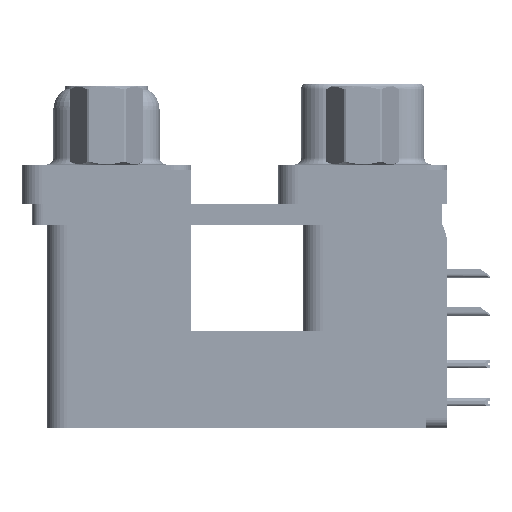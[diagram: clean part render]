
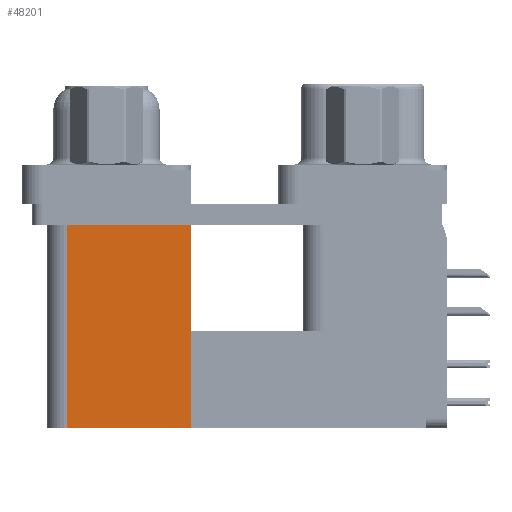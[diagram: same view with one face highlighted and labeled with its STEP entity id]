
A CAD part, left-side view. The second image highlights one B-rep face of the part: STEP entity #48201.
In plain terms, the highlighted planar face has unit normal (-1, 0, 0).
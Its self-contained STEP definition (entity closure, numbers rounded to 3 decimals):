
#3 = VERTEX_POINT ( 'NONE', #24256 ) ;
#2801 = VECTOR ( 'NONE', #63528, 1000. ) ;
#6298 = ORIENTED_EDGE ( 'NONE', *, *, #11396, .T. ) ;
#7763 = CARTESIAN_POINT ( 'NONE',  ( 3.79, 12.775, -19.2 ) ) ;
#11396 = EDGE_CURVE ( 'NONE', #13017, #41789, #14358, .T. ) ;
#13017 = VERTEX_POINT ( 'NONE', #25447 ) ;
#13093 = DIRECTION ( 'NONE',  ( 0., 1., 0. ) ) ;
#14358 = LINE ( 'NONE', #7763, #43631 ) ;
#19147 = LINE ( 'NONE', #30129, #2801 ) ;
#24256 = CARTESIAN_POINT ( 'NONE',  ( 3.79, 21.975, -19.2 ) ) ;
#25447 = CARTESIAN_POINT ( 'NONE',  ( 3.79, 12.775, -19.2 ) ) ;
#26326 = DIRECTION ( 'NONE',  ( 0., 1., 0. ) ) ;
#26780 = CARTESIAN_POINT ( 'NONE',  ( 3.79, 12.775, -2.5 ) ) ;
#26826 = EDGE_LOOP ( 'NONE', ( #28550, #59311, #39702, #6298 ) ) ;
#28550 = ORIENTED_EDGE ( 'NONE', *, *, #69712, .T. ) ;
#28787 = CARTESIAN_POINT ( 'NONE',  ( 3.79, 21.975, -2.5 ) ) ;
#29454 = VECTOR ( 'NONE', #33299, 1000. ) ;
#29581 = PLANE ( 'NONE',  #54771 ) ;
#30129 = CARTESIAN_POINT ( 'NONE',  ( 3.79, 21.975, -19.2 ) ) ;
#31027 = FACE_OUTER_BOUND ( 'NONE', #26826, .T. ) ;
#31798 = LINE ( 'NONE', #38048, #34218 ) ;
#33299 = DIRECTION ( 'NONE',  ( 0., 1., 0. ) ) ;
#34218 = VECTOR ( 'NONE', #26326, 1000. ) ;
#38048 = CARTESIAN_POINT ( 'NONE',  ( 3.79, 12.775, -2.5 ) ) ;
#39702 = ORIENTED_EDGE ( 'NONE', *, *, #60863, .F. ) ;
#41075 = VERTEX_POINT ( 'NONE', #28787 ) ;
#41789 = VERTEX_POINT ( 'NONE', #26780 ) ;
#43631 = VECTOR ( 'NONE', #59148, 1000. ) ;
#47947 = CARTESIAN_POINT ( 'NONE',  ( 3.79, 12.775, -19.2 ) ) ;
#48201 = ADVANCED_FACE ( 'NONE', ( #31027 ), #29581, .F. ) ;
#54771 = AXIS2_PLACEMENT_3D ( 'NONE', #47947, #69195, #13093 ) ;
#59148 = DIRECTION ( 'NONE',  ( 0., 0., 1. ) ) ;
#59311 = ORIENTED_EDGE ( 'NONE', *, *, #63906, .F. ) ;
#60863 = EDGE_CURVE ( 'NONE', #13017, #3, #66708, .T. ) ;
#61211 = CARTESIAN_POINT ( 'NONE',  ( 3.79, 12.775, -19.2 ) ) ;
#63528 = DIRECTION ( 'NONE',  ( 0., 0., 1. ) ) ;
#63906 = EDGE_CURVE ( 'NONE', #3, #41075, #19147, .T. ) ;
#66708 = LINE ( 'NONE', #61211, #29454 ) ;
#69195 = DIRECTION ( 'NONE',  ( 1., 0., 0. ) ) ;
#69712 = EDGE_CURVE ( 'NONE', #41789, #41075, #31798, .T. ) ;
